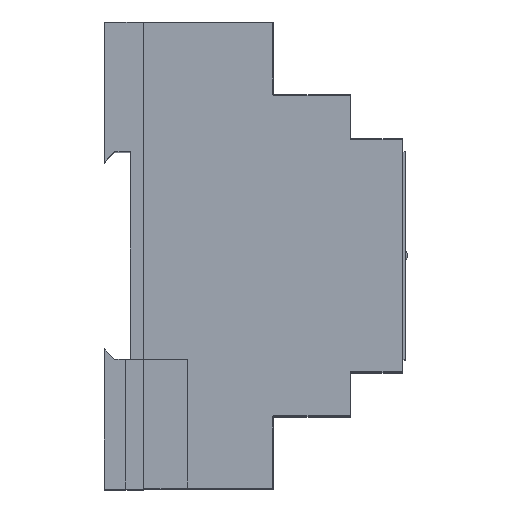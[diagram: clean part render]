
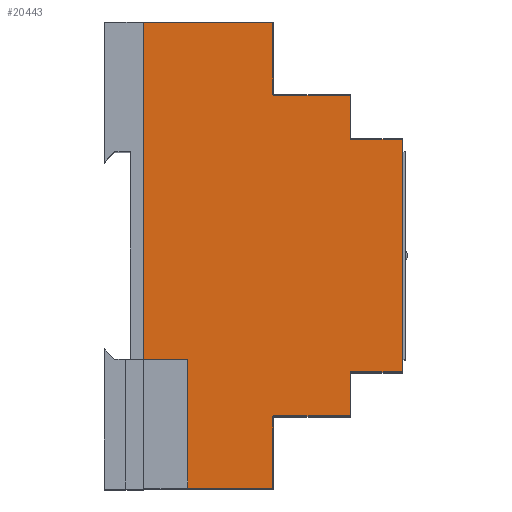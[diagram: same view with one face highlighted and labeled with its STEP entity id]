
A CAD part, top view. The second image highlights one B-rep face of the part: STEP entity #20443.
In plain terms, the highlighted planar face has unit normal (0, 0, 1).
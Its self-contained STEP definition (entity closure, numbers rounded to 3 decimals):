
#1156 = VERTEX_POINT ( 'NONE', #9933 ) ;
#1184 = VERTEX_POINT ( 'NONE', #9940 ) ;
#1186 = VERTEX_POINT ( 'NONE', #9907 ) ;
#1189 = VERTEX_POINT ( 'NONE', #9957 ) ;
#1197 = VERTEX_POINT ( 'NONE', #9896 ) ;
#1200 = VERTEX_POINT ( 'NONE', #9950 ) ;
#1211 = VERTEX_POINT ( 'NONE', #9954 ) ;
#1261 = VERTEX_POINT ( 'NONE', #9964 ) ;
#1272 = VERTEX_POINT ( 'NONE', #9988 ) ;
#1335 = VERTEX_POINT ( 'NONE', #10031 ) ;
#1339 = VERTEX_POINT ( 'NONE', #10074 ) ;
#1399 = VERTEX_POINT ( 'NONE', #10023 ) ;
#1554 = VERTEX_POINT ( 'NONE', #10051 ) ;
#1555 = VERTEX_POINT ( 'NONE', #10055 ) ;
#1556 = VERTEX_POINT ( 'NONE', #10078 ) ;
#1603 = VERTEX_POINT ( 'NONE', #10131 ) ;
#2777 = DIRECTION ( 'NONE',  ( 0., 1., 0. ) ) ;
#2781 = CARTESIAN_POINT ( 'NONE',  ( 52.4, 45., 53. ) ) ;
#3744 = AXIS2_PLACEMENT_3D ( 'NONE', #20259, #20250, #20251 ) ;
#3768 = AXIS2_PLACEMENT_3D ( 'NONE', #20409, #20391, #20383 ) ;
#3773 = AXIS2_PLACEMENT_3D ( 'NONE', #20406, #20372, #20415 ) ;
#3817 = AXIS2_PLACEMENT_3D ( 'NONE', #12059, #12024, #12045 ) ;
#3822 = AXIS2_PLACEMENT_3D ( 'NONE', #3869, #3856, #3884 ) ;
#3856 = DIRECTION ( 'NONE',  ( 0., 0., -1. ) ) ;
#3866 = PLANE ( 'NONE',  #3822 ) ;
#3869 = CARTESIAN_POINT ( 'NONE',  ( 27.5, 45., 53. ) ) ;
#3884 = DIRECTION ( 'NONE',  ( -1., 0., 0. ) ) ;
#6954 = EDGE_LOOP ( 'NONE', ( #16569, #16618, #16609, #16562, #16601, #16572, #16581, #16620, #16623, #16613, #16625, #16570, #16600, #16504, #16645, #16590 ) ) ;
#9450 = DIRECTION ( 'NONE',  ( -1., 0., 0. ) ) ;
#9501 = CARTESIAN_POINT ( 'NONE',  ( 27.5, 30.9, 53. ) ) ;
#9896 = CARTESIAN_POINT ( 'NONE',  ( 27.6, -30.9, 53. ) ) ;
#9907 = CARTESIAN_POINT ( 'NONE',  ( 52.4, -22.4, 53. ) ) ;
#9933 = CARTESIAN_POINT ( 'NONE',  ( 27.4, -31.1, 53. ) ) ;
#9940 = CARTESIAN_POINT ( 'NONE',  ( 42.4, -22.6, 53. ) ) ;
#9950 = CARTESIAN_POINT ( 'NONE',  ( 52.4, 22.4, 53. ) ) ;
#9954 = CARTESIAN_POINT ( 'NONE',  ( 42.6, -22.4, 53. ) ) ;
#9957 = CARTESIAN_POINT ( 'NONE',  ( 42.4, -30.9, 53. ) ) ;
#9964 = CARTESIAN_POINT ( 'NONE',  ( 42.6, 22.4, 53. ) ) ;
#9988 = CARTESIAN_POINT ( 'NONE',  ( 27.4, -44.9, 53. ) ) ;
#10023 = CARTESIAN_POINT ( 'NONE',  ( 27.4, 44.9, 53. ) ) ;
#10031 = CARTESIAN_POINT ( 'NONE',  ( 2.6, 44.9, 53. ) ) ;
#10051 = CARTESIAN_POINT ( 'NONE',  ( 42.4, 22.6, 53. ) ) ;
#10055 = CARTESIAN_POINT ( 'NONE',  ( 27.6, 30.9, 53. ) ) ;
#10074 = CARTESIAN_POINT ( 'NONE',  ( 42.4, 30.9, 53. ) ) ;
#10078 = CARTESIAN_POINT ( 'NONE',  ( 27.4, 31.1, 53. ) ) ;
#10131 = CARTESIAN_POINT ( 'NONE',  ( 2.6, -44.9, 53. ) ) ;
#10866 = DIRECTION ( 'NONE',  ( 1., 0., 0. ) ) ;
#10881 = CARTESIAN_POINT ( 'NONE',  ( 27.5, -22.4, 53. ) ) ;
#12024 = DIRECTION ( 'NONE',  ( 0., 0., 1. ) ) ;
#12028 = CARTESIAN_POINT ( 'NONE',  ( 27.4, 45., 53. ) ) ;
#12042 = CARTESIAN_POINT ( 'NONE',  ( 27.5, -44.9, 53. ) ) ;
#12045 = DIRECTION ( 'NONE',  ( -1., 0., 0. ) ) ;
#12055 = DIRECTION ( 'NONE',  ( 0., 1., 0. ) ) ;
#12059 = CARTESIAN_POINT ( 'NONE',  ( 42.6, -22.6, 53. ) ) ;
#12060 = DIRECTION ( 'NONE',  ( 1., 0., 0. ) ) ;
#12078 = DIRECTION ( 'NONE',  ( 0., 1., 0. ) ) ;
#12102 = CARTESIAN_POINT ( 'NONE',  ( 42.4, 45., 53. ) ) ;
#16504 = ORIENTED_EDGE ( 'NONE', *, *, #19928, .T. ) ;
#16562 = ORIENTED_EDGE ( 'NONE', *, *, #20000, .F. ) ;
#16569 = ORIENTED_EDGE ( 'NONE', *, *, #19960, .F. ) ;
#16570 = ORIENTED_EDGE ( 'NONE', *, *, #20081, .T. ) ;
#16572 = ORIENTED_EDGE ( 'NONE', *, *, #19981, .T. ) ;
#16581 = ORIENTED_EDGE ( 'NONE', *, *, #19969, .T. ) ;
#16590 = ORIENTED_EDGE ( 'NONE', *, *, #19995, .T. ) ;
#16600 = ORIENTED_EDGE ( 'NONE', *, *, #20062, .F. ) ;
#16601 = ORIENTED_EDGE ( 'NONE', *, *, #20002, .T. ) ;
#16609 = ORIENTED_EDGE ( 'NONE', *, *, #20038, .T. ) ;
#16613 = ORIENTED_EDGE ( 'NONE', *, *, #19966, .F. ) ;
#16618 = ORIENTED_EDGE ( 'NONE', *, *, #19988, .T. ) ;
#16620 = ORIENTED_EDGE ( 'NONE', *, *, #20056, .T. ) ;
#16623 = ORIENTED_EDGE ( 'NONE', *, *, #20057, .T. ) ;
#16625 = ORIENTED_EDGE ( 'NONE', *, *, #19902, .T. ) ;
#16645 = ORIENTED_EDGE ( 'NONE', *, *, #20121, .T. ) ;
#18036 = CARTESIAN_POINT ( 'NONE',  ( 27.5, -30.9, 53. ) ) ;
#18064 = DIRECTION ( 'NONE',  ( 1., 0., 0. ) ) ;
#18138 = LINE ( 'NONE', #9501, #18139 ) ;
#18139 = VECTOR ( 'NONE', #9450, 1000. ) ;
#18155 = LINE ( 'NONE', #12042, #18158 ) ;
#18156 = VECTOR ( 'NONE', #12055, 1000. ) ;
#18158 = VECTOR ( 'NONE', #12060, 1000. ) ;
#18181 = LINE ( 'NONE', #12028, #18156 ) ;
#18192 = CIRCLE ( 'NONE', #3817, 0.2 ) ;
#18251 = VECTOR ( 'NONE', #12078, 1000. ) ;
#18263 = LINE ( 'NONE', #12102, #18251 ) ;
#18282 = VECTOR ( 'NONE', #2777, 1000. ) ;
#18297 = LINE ( 'NONE', #2781, #18282 ) ;
#18347 = FACE_OUTER_BOUND ( 'NONE', #6954, .T. ) ;
#18971 = LINE ( 'NONE', #18036, #18981 ) ;
#18981 = VECTOR ( 'NONE', #18064, 1000. ) ;
#18989 = VECTOR ( 'NONE', #10866, 1000. ) ;
#19016 = LINE ( 'NONE', #10881, #18989 ) ;
#19047 = LINE ( 'NONE', #20220, #19079 ) ;
#19056 = CIRCLE ( 'NONE', #3768, 0.2 ) ;
#19059 = VECTOR ( 'NONE', #20387, 1000. ) ;
#19061 = LINE ( 'NONE', #20386, #19059 ) ;
#19071 = CIRCLE ( 'NONE', #3773, 0.2 ) ;
#19079 = VECTOR ( 'NONE', #20215, 1000. ) ;
#19102 = LINE ( 'NONE', #20263, #19112 ) ;
#19112 = VECTOR ( 'NONE', #20266, 1000. ) ;
#19118 = VECTOR ( 'NONE', #20228, 1000. ) ;
#19120 = VECTOR ( 'NONE', #20256, 1000. ) ;
#19126 = CIRCLE ( 'NONE', #3744, 0.2 ) ;
#19129 = LINE ( 'NONE', #20199, #19118 ) ;
#19130 = LINE ( 'NONE', #20244, #19120 ) ;
#19902 = EDGE_CURVE ( 'NONE', #1197, #1189, #18971, .T. ) ;
#19928 = EDGE_CURVE ( 'NONE', #1211, #1186, #19016, .T. ) ;
#19960 = EDGE_CURVE ( 'NONE', #1554, #1261, #19056, .T. ) ;
#19966 = EDGE_CURVE ( 'NONE', #1197, #1156, #19071, .T. ) ;
#19969 = EDGE_CURVE ( 'NONE', #1335, #1603, #19061, .T. ) ;
#19981 = EDGE_CURVE ( 'NONE', #1399, #1335, #19047, .T. ) ;
#19988 = EDGE_CURVE ( 'NONE', #1554, #1339, #19129, .T. ) ;
#19995 = EDGE_CURVE ( 'NONE', #1200, #1261, #19130, .T. ) ;
#20000 = EDGE_CURVE ( 'NONE', #1556, #1555, #19126, .T. ) ;
#20002 = EDGE_CURVE ( 'NONE', #1556, #1399, #19102, .T. ) ;
#20038 = EDGE_CURVE ( 'NONE', #1339, #1555, #18138, .T. ) ;
#20056 = EDGE_CURVE ( 'NONE', #1603, #1272, #18155, .T. ) ;
#20057 = EDGE_CURVE ( 'NONE', #1272, #1156, #18181, .T. ) ;
#20062 = EDGE_CURVE ( 'NONE', #1211, #1184, #18192, .T. ) ;
#20081 = EDGE_CURVE ( 'NONE', #1189, #1184, #18263, .T. ) ;
#20121 = EDGE_CURVE ( 'NONE', #1186, #1200, #18297, .T. ) ;
#20199 = CARTESIAN_POINT ( 'NONE',  ( 42.4, 45., 53. ) ) ;
#20215 = DIRECTION ( 'NONE',  ( -1., 0., 0. ) ) ;
#20220 = CARTESIAN_POINT ( 'NONE',  ( 27.5, 44.9, 53. ) ) ;
#20228 = DIRECTION ( 'NONE',  ( 0., 1., 0. ) ) ;
#20244 = CARTESIAN_POINT ( 'NONE',  ( 27.5, 22.4, 53. ) ) ;
#20250 = DIRECTION ( 'NONE',  ( 0., 0., 1. ) ) ;
#20251 = DIRECTION ( 'NONE',  ( -1., 0., 0. ) ) ;
#20256 = DIRECTION ( 'NONE',  ( -1., 0., 0. ) ) ;
#20259 = CARTESIAN_POINT ( 'NONE',  ( 27.6, 31.1, 53. ) ) ;
#20263 = CARTESIAN_POINT ( 'NONE',  ( 27.4, 45., 53. ) ) ;
#20266 = DIRECTION ( 'NONE',  ( 0., 1., 0. ) ) ;
#20372 = DIRECTION ( 'NONE',  ( 0., 0., 1. ) ) ;
#20383 = DIRECTION ( 'NONE',  ( -1., 0., 0. ) ) ;
#20386 = CARTESIAN_POINT ( 'NONE',  ( 2.6, 45., 53. ) ) ;
#20387 = DIRECTION ( 'NONE',  ( 0., -1., 0. ) ) ;
#20391 = DIRECTION ( 'NONE',  ( 0., 0., 1. ) ) ;
#20406 = CARTESIAN_POINT ( 'NONE',  ( 27.6, -31.1, 53. ) ) ;
#20409 = CARTESIAN_POINT ( 'NONE',  ( 42.6, 22.6, 53. ) ) ;
#20415 = DIRECTION ( 'NONE',  ( -1., 0., 0. ) ) ;
#20443 = ADVANCED_FACE ( 'NONE', ( #18347 ), #3866, .F. ) ;
